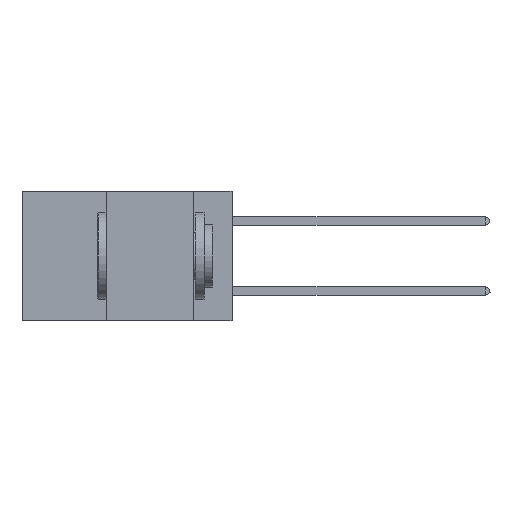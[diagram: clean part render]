
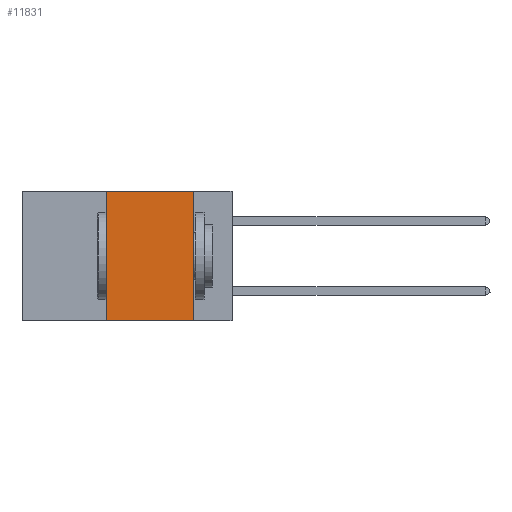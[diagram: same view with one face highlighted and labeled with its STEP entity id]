
A CAD part, left-side view. The second image highlights one B-rep face of the part: STEP entity #11831.
In plain terms, the highlighted planar face has unit normal (-1, 0, 0).
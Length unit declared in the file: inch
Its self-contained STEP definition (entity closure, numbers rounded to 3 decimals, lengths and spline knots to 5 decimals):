
#725 = PLANE ( 'NONE',  #20623 ) ;
#1036 = VERTEX_POINT ( 'NONE', #13702 ) ;
#2317 = EDGE_LOOP ( 'NONE', ( #6310, #11033, #8122, #20330 ) ) ;
#2355 = CARTESIAN_POINT ( 'NONE',  ( 0., 0.36, 0. ) ) ;
#2425 = VERTEX_POINT ( 'NONE', #19733 ) ;
#3288 = DIRECTION ( 'NONE',  ( 0., 0., -1. ) ) ;
#3975 = VERTEX_POINT ( 'NONE', #2355 ) ;
#6310 = ORIENTED_EDGE ( 'NONE', *, *, #14252, .F. ) ;
#8122 = ORIENTED_EDGE ( 'NONE', *, *, #22832, .F. ) ;
#8265 = DIRECTION ( 'NONE',  ( 1., 0., 0. ) ) ;
#11008 = CARTESIAN_POINT ( 'NONE',  ( 0., 0.36, 0. ) ) ;
#11033 = ORIENTED_EDGE ( 'NONE', *, *, #11969, .F. ) ;
#11381 = DIRECTION ( 'NONE',  ( 0., -1., 0. ) ) ;
#11636 = VECTOR ( 'NONE', #11381, 39.37008 ) ;
#11831 = ADVANCED_FACE ( 'NONE', ( #23719 ), #725, .F. ) ;
#11969 = EDGE_CURVE ( 'NONE', #3975, #1036, #14594, .T. ) ;
#12677 = LINE ( 'NONE', #11008, #27845 ) ;
#13263 = DIRECTION ( 'NONE',  ( 0., 0., -1. ) ) ;
#13603 = VECTOR ( 'NONE', #13263, 39.37008 ) ;
#13702 = CARTESIAN_POINT ( 'NONE',  ( 0., 0.11, 0. ) ) ;
#14252 = EDGE_CURVE ( 'NONE', #1036, #2425, #21575, .T. ) ;
#14594 = LINE ( 'NONE', #18622, #11636 ) ;
#17263 = VERTEX_POINT ( 'NONE', #20643 ) ;
#18622 = CARTESIAN_POINT ( 'NONE',  ( 0., 0.6, 0. ) ) ;
#19733 = CARTESIAN_POINT ( 'NONE',  ( 0., 0.11, -0.37 ) ) ;
#20330 = ORIENTED_EDGE ( 'NONE', *, *, #25289, .T. ) ;
#20623 = AXIS2_PLACEMENT_3D ( 'NONE', #29704, #8265, #3288 ) ;
#20643 = CARTESIAN_POINT ( 'NONE',  ( 0., 0.36, -0.37 ) ) ;
#21575 = LINE ( 'NONE', #27762, #13603 ) ;
#22565 = CARTESIAN_POINT ( 'NONE',  ( 0., 0.6, -0.37 ) ) ;
#22660 = VECTOR ( 'NONE', #30126, 39.37008 ) ;
#22832 = EDGE_CURVE ( 'NONE', #17263, #3975, #12677, .T. ) ;
#23719 = FACE_OUTER_BOUND ( 'NONE', #2317, .T. ) ;
#25289 = EDGE_CURVE ( 'NONE', #17263, #2425, #30569, .T. ) ;
#27762 = CARTESIAN_POINT ( 'NONE',  ( 0., 0.11, 0. ) ) ;
#27845 = VECTOR ( 'NONE', #27880, 39.37008 ) ;
#27880 = DIRECTION ( 'NONE',  ( 0., 0., 1. ) ) ;
#29704 = CARTESIAN_POINT ( 'NONE',  ( 0., 0.6, 0. ) ) ;
#30126 = DIRECTION ( 'NONE',  ( 0., -1., 0. ) ) ;
#30569 = LINE ( 'NONE', #22565, #22660 ) ;
